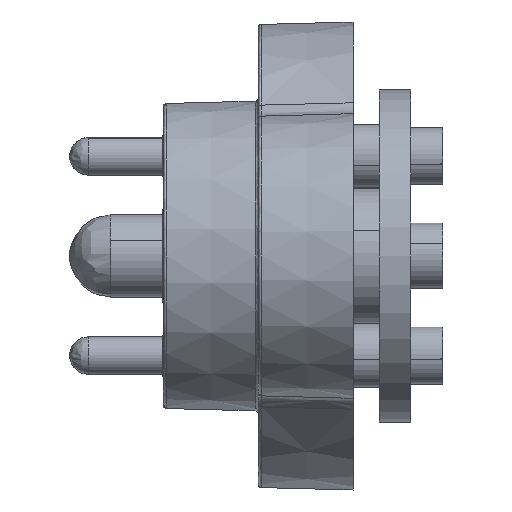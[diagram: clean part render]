
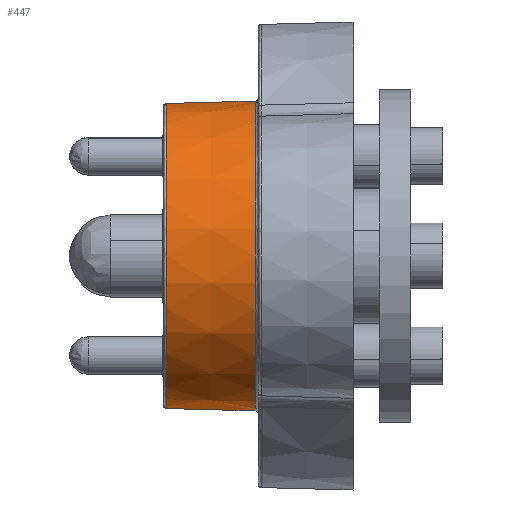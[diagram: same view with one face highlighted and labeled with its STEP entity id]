
A CAD part, left-side view. The second image highlights one B-rep face of the part: STEP entity #447.
In plain terms, the highlighted conical face has half-angle 1.5 degrees and reference radius 4.897 mm.
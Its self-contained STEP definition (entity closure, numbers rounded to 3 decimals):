
#447 = ADVANCED_FACE ( 'NONE', ( #3331 ), #5375, .T. ) ;
#458 = DIRECTION ( 'NONE',  ( 0., 0., -1. ) ) ;
#551 = DIRECTION ( 'NONE',  ( 0., -1., 0. ) ) ;
#1955 = EDGE_LOOP ( 'NONE', ( #6457, #6921, #4655, #7543 ) ) ;
#3331 = FACE_OUTER_BOUND ( 'NONE', #1955, .T. ) ;
#3471 = DIRECTION ( 'NONE',  ( 0., -1., 0.026 ) ) ;
#3808 = CARTESIAN_POINT ( 'NONE',  ( 0., 3.097, -4.897 ) ) ;
#4172 = VECTOR ( 'NONE', #4281, 1000. ) ;
#4281 = DIRECTION ( 'NONE',  ( 0., -1., -0.026 ) ) ;
#4392 = AXIS2_PLACEMENT_3D ( 'NONE', #8073, #9479, #458 ) ;
#4424 = EDGE_CURVE ( 'NONE', #20023, #7660, #4492, .T. ) ;
#4431 = VECTOR ( 'NONE', #3471, 1000. ) ;
#4492 = LINE ( 'NONE', #14890, #4172 ) ;
#4655 = ORIENTED_EDGE ( 'NONE', *, *, #18448, .F. ) ;
#4902 = LINE ( 'NONE', #12276, #4431 ) ;
#5375 = CONICAL_SURFACE ( 'NONE', #7648, 4.897, 0.026 ) ;
#6457 = ORIENTED_EDGE ( 'NONE', *, *, #4424, .T. ) ;
#6921 = ORIENTED_EDGE ( 'NONE', *, *, #8309, .T. ) ;
#7543 = ORIENTED_EDGE ( 'NONE', *, *, #13552, .T. ) ;
#7648 = AXIS2_PLACEMENT_3D ( 'NONE', #8256, #9772, #8357 ) ;
#7660 = VERTEX_POINT ( 'NONE', #3808 ) ;
#8073 = CARTESIAN_POINT ( 'NONE',  ( 0., 3.097, 0. ) ) ;
#8190 = VERTEX_POINT ( 'NONE', #8987 ) ;
#8256 = CARTESIAN_POINT ( 'NONE',  ( 0., 3.097, 0. ) ) ;
#8309 = EDGE_CURVE ( 'NONE', #7660, #10301, #8892, .T. ) ;
#8357 = DIRECTION ( 'NONE',  ( 0., 0., -1. ) ) ;
#8892 = CIRCLE ( 'NONE', #4392, 4.897 ) ;
#8987 = CARTESIAN_POINT ( 'NONE',  ( 0., 5.903, 4.824 ) ) ;
#9199 = CARTESIAN_POINT ( 'NONE',  ( 0., 3.097, 4.897 ) ) ;
#9479 = DIRECTION ( 'NONE',  ( 0., 1., 0. ) ) ;
#9772 = DIRECTION ( 'NONE',  ( 0., -1., 0. ) ) ;
#10301 = VERTEX_POINT ( 'NONE', #9199 ) ;
#12276 = CARTESIAN_POINT ( 'NONE',  ( 0., 3., 4.9 ) ) ;
#13552 = EDGE_CURVE ( 'NONE', #8190, #20023, #17206, .T. ) ;
#14890 = CARTESIAN_POINT ( 'NONE',  ( 0., -499000., -13071.753 ) ) ;
#15650 = DIRECTION ( 'NONE',  ( 0., 0., -1. ) ) ;
#17206 = CIRCLE ( 'NONE', #18204, 4.824 ) ;
#17679 = CARTESIAN_POINT ( 'NONE',  ( 0., 5.903, 0. ) ) ;
#18204 = AXIS2_PLACEMENT_3D ( 'NONE', #17679, #551, #15650 ) ;
#18448 = EDGE_CURVE ( 'NONE', #8190, #10301, #4902, .T. ) ;
#19234 = CARTESIAN_POINT ( 'NONE',  ( 0., 5.903, -4.824 ) ) ;
#20023 = VERTEX_POINT ( 'NONE', #19234 ) ;
